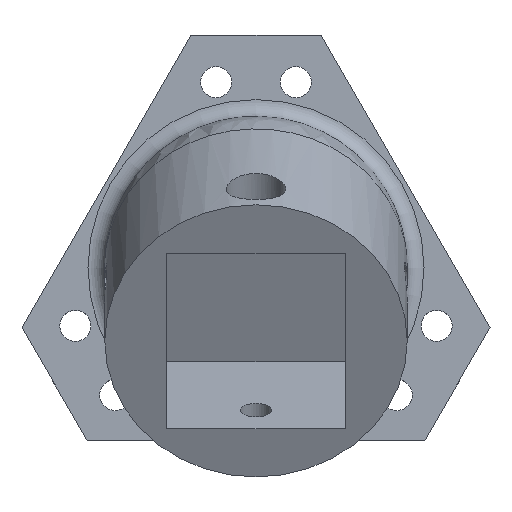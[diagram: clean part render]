
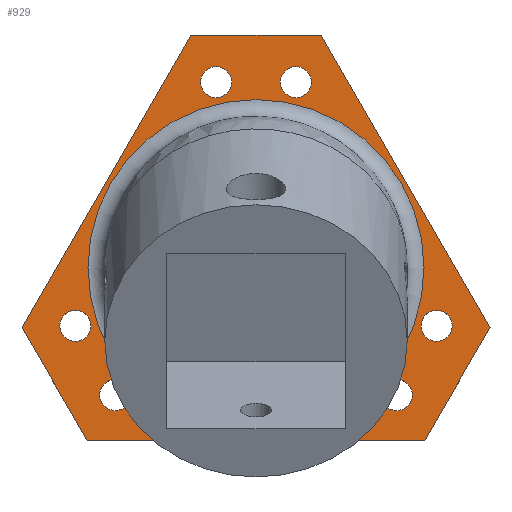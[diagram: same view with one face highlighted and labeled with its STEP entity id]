
A CAD part, top view. The second image highlights one B-rep face of the part: STEP entity #929.
In plain terms, the highlighted planar face has unit normal (0, 0, 1).
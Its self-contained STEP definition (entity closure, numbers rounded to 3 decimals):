
#45=FACE_BOUND('',#198,.T.);
#46=FACE_BOUND('',#199,.T.);
#47=FACE_BOUND('',#200,.T.);
#48=FACE_BOUND('',#201,.T.);
#49=FACE_BOUND('',#202,.T.);
#50=FACE_BOUND('',#203,.T.);
#51=FACE_BOUND('',#204,.T.);
#90=CIRCLE('',#1017,20.);
#91=CIRCLE('',#1022,1.85);
#92=CIRCLE('',#1023,1.85);
#93=CIRCLE('',#1024,1.85);
#94=CIRCLE('',#1025,1.85);
#95=CIRCLE('',#1026,1.85);
#96=CIRCLE('',#1027,1.85);
#138=FACE_OUTER_BOUND('',#197,.T.);
#197=EDGE_LOOP('',(#755,#756,#757,#758,#759,#760));
#198=EDGE_LOOP('',(#761));
#199=EDGE_LOOP('',(#762));
#200=EDGE_LOOP('',(#763));
#201=EDGE_LOOP('',(#764));
#202=EDGE_LOOP('',(#765));
#203=EDGE_LOOP('',(#766));
#204=EDGE_LOOP('',(#767));
#244=LINE('',#1346,#325);
#290=LINE('',#1578,#371);
#291=LINE('',#1580,#372);
#292=LINE('',#1582,#373);
#293=LINE('',#1584,#374);
#294=LINE('',#1585,#375);
#325=VECTOR('',#1076,10.);
#371=VECTOR('',#1236,10.);
#372=VECTOR('',#1237,10.);
#373=VECTOR('',#1238,10.);
#374=VECTOR('',#1239,10.);
#375=VECTOR('',#1240,10.);
#402=VERTEX_POINT('',#1343);
#403=VERTEX_POINT('',#1345);
#453=VERTEX_POINT('',#1567);
#456=VERTEX_POINT('',#1577);
#457=VERTEX_POINT('',#1579);
#458=VERTEX_POINT('',#1581);
#459=VERTEX_POINT('',#1583);
#460=VERTEX_POINT('',#1586);
#461=VERTEX_POINT('',#1588);
#462=VERTEX_POINT('',#1590);
#463=VERTEX_POINT('',#1592);
#464=VERTEX_POINT('',#1594);
#465=VERTEX_POINT('',#1596);
#490=EDGE_CURVE('',#403,#402,#244,.T.);
#564=EDGE_CURVE('',#453,#453,#90,.T.);
#568=EDGE_CURVE('',#456,#403,#290,.T.);
#569=EDGE_CURVE('',#402,#457,#291,.T.);
#570=EDGE_CURVE('',#457,#458,#292,.T.);
#571=EDGE_CURVE('',#458,#459,#293,.T.);
#572=EDGE_CURVE('',#459,#456,#294,.T.);
#573=EDGE_CURVE('',#460,#460,#91,.T.);
#574=EDGE_CURVE('',#461,#461,#92,.T.);
#575=EDGE_CURVE('',#462,#462,#93,.T.);
#576=EDGE_CURVE('',#463,#463,#94,.T.);
#577=EDGE_CURVE('',#464,#464,#95,.T.);
#578=EDGE_CURVE('',#465,#465,#96,.T.);
#755=ORIENTED_EDGE('',*,*,#568,.T.);
#756=ORIENTED_EDGE('',*,*,#490,.T.);
#757=ORIENTED_EDGE('',*,*,#569,.T.);
#758=ORIENTED_EDGE('',*,*,#570,.T.);
#759=ORIENTED_EDGE('',*,*,#571,.T.);
#760=ORIENTED_EDGE('',*,*,#572,.T.);
#761=ORIENTED_EDGE('',*,*,#573,.T.);
#762=ORIENTED_EDGE('',*,*,#574,.T.);
#763=ORIENTED_EDGE('',*,*,#575,.T.);
#764=ORIENTED_EDGE('',*,*,#576,.T.);
#765=ORIENTED_EDGE('',*,*,#577,.T.);
#766=ORIENTED_EDGE('',*,*,#578,.T.);
#767=ORIENTED_EDGE('',*,*,#564,.F.);
#887=PLANE('',#1021);
#929=ADVANCED_FACE('',(#138,#45,#46,#47,#48,#49,#50,#51),#887,.T.);
#1017=AXIS2_PLACEMENT_3D('',#1569,#1225,#1226);
#1021=AXIS2_PLACEMENT_3D('',#1576,#1234,#1235);
#1022=AXIS2_PLACEMENT_3D('',#1587,#1241,#1242);
#1023=AXIS2_PLACEMENT_3D('',#1589,#1243,#1244);
#1024=AXIS2_PLACEMENT_3D('',#1591,#1245,#1246);
#1025=AXIS2_PLACEMENT_3D('',#1593,#1247,#1248);
#1026=AXIS2_PLACEMENT_3D('',#1595,#1249,#1250);
#1027=AXIS2_PLACEMENT_3D('',#1597,#1251,#1252);
#1076=DIRECTION('',(1.,0.,0.));
#1225=DIRECTION('center_axis',(0.,0.,1.));
#1226=DIRECTION('ref_axis',(-1.,0.,0.));
#1234=DIRECTION('center_axis',(0.,0.,1.));
#1235=DIRECTION('ref_axis',(1.,0.,0.));
#1236=DIRECTION('',(0.5,-0.866,0.));
#1237=DIRECTION('',(0.5,0.866,0.));
#1238=DIRECTION('',(-0.5,0.866,0.));
#1239=DIRECTION('',(-1.,0.,0.));
#1240=DIRECTION('',(-0.5,-0.866,0.));
#1241=DIRECTION('center_axis',(0.,0.,-1.));
#1242=DIRECTION('ref_axis',(1.,0.,0.));
#1243=DIRECTION('center_axis',(0.,0.,-1.));
#1244=DIRECTION('ref_axis',(-0.5,0.866,0.));
#1245=DIRECTION('center_axis',(0.,0.,-1.));
#1246=DIRECTION('ref_axis',(1.,0.,0.));
#1247=DIRECTION('center_axis',(0.,0.,-1.));
#1248=DIRECTION('ref_axis',(-0.5,-0.866,0.));
#1249=DIRECTION('center_axis',(0.,0.,-1.));
#1250=DIRECTION('ref_axis',(-0.5,-0.866,0.));
#1251=DIRECTION('center_axis',(0.,0.,-1.));
#1252=DIRECTION('ref_axis',(-0.5,0.866,0.));
#1343=CARTESIAN_POINT('',(20.1,-20.554,2.5));
#1345=CARTESIAN_POINT('',(-20.1,-20.554,2.5));
#1346=CARTESIAN_POINT('',(20.1,-20.554,2.5));
#1567=CARTESIAN_POINT('',(20.,0.,2.5));
#1569=CARTESIAN_POINT('Origin',(0.,0.,2.5));
#1576=CARTESIAN_POINT('Origin',(0.,3.565,2.5));
#1577=CARTESIAN_POINT('',(-27.85,-7.13,2.5));
#1578=CARTESIAN_POINT('',(-20.1,-20.554,2.5));
#1579=CARTESIAN_POINT('',(27.85,-7.13,2.5));
#1580=CARTESIAN_POINT('',(27.85,-7.13,2.5));
#1581=CARTESIAN_POINT('',(7.75,27.684,2.5));
#1582=CARTESIAN_POINT('',(7.75,27.684,2.5));
#1583=CARTESIAN_POINT('',(-7.75,27.684,2.5));
#1584=CARTESIAN_POINT('',(-7.75,27.684,2.5));
#1585=CARTESIAN_POINT('',(-27.85,-7.13,2.5));
#1586=CARTESIAN_POINT('',(-23.35,-6.928,2.5));
#1587=CARTESIAN_POINT('Origin',(-21.5,-6.928,2.5));
#1588=CARTESIAN_POINT('',(22.425,-8.53,2.5));
#1589=CARTESIAN_POINT('Origin',(21.5,-6.928,2.5));
#1590=CARTESIAN_POINT('',(-18.6,-15.155,2.5));
#1591=CARTESIAN_POINT('Origin',(-16.75,-15.155,2.5));
#1592=CARTESIAN_POINT('',(5.675,23.686,2.5));
#1593=CARTESIAN_POINT('Origin',(4.75,22.084,2.5));
#1594=CARTESIAN_POINT('',(-3.825,23.686,2.5));
#1595=CARTESIAN_POINT('Origin',(-4.75,22.084,2.5));
#1596=CARTESIAN_POINT('',(17.675,-16.758,2.5));
#1597=CARTESIAN_POINT('Origin',(16.75,-15.155,2.5));
